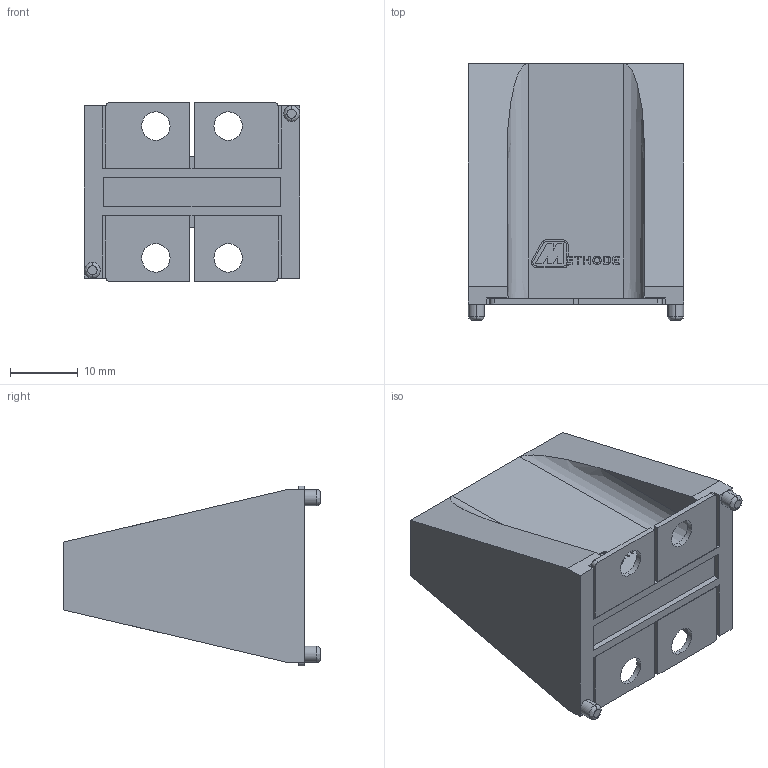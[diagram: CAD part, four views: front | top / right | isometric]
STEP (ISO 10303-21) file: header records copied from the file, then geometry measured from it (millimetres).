
FILE_DESCRIPTION (( 'STEP AP214' ), '1' );
FILE_NAME ('5301-07134-00105-Sld.STEP', '2014-01-13T16:24:37', ( 'admin' ), ( '' ), 'SwSTEP 2.0', 'SolidWorks 2013', '' );
FILE_SCHEMA (( 'AUTOMOTIVE_DESIGN' ));
Length unit declared in the file: millimetre
Products named in the file (1): 5301-07134-00105-Sld
Bounding box: 31.75 x 37.86 x 26.54 mm (x, y, z)
Volume: 14581.1 mm3; surface area: 6080 mm2
Topology: 1 solids, 1 shells, 221 faces, 591 edges, 388 vertices
Faces by surface type: plane 134, bspline 51, cylinder 32, cone 4
Entity records: 9463 total; most frequent: CARTESIAN_POINT 3748, ORIENTED_EDGE 1182, DIRECTION 905, EDGE_CURVE 591, LINE 415, VECTOR 415, VERTEX_POINT 388, EDGE_LOOP 245
